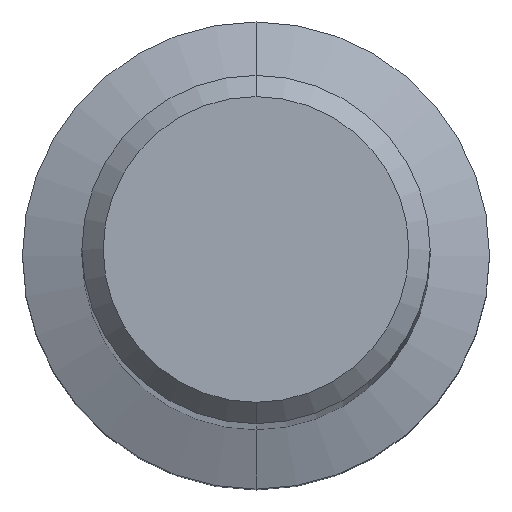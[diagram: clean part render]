
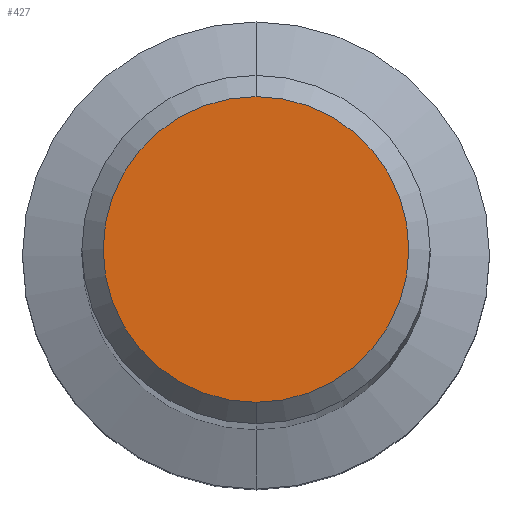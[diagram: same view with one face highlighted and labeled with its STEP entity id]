
A CAD part, top view. The second image highlights one B-rep face of the part: STEP entity #427.
In plain terms, the highlighted planar face has unit normal (0, 0, 1).
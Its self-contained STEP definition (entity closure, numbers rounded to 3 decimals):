
#269=VERTEX_POINT('',#633);
#311=EDGE_CURVE('',#511,#269,#684,.T.);
#375=EDGE_CURVE('',#269,#511,#753,.T.);
#427=ADVANCED_FACE('',(#811),#812,.T.);
#511=VERTEX_POINT('',#900);
#633=CARTESIAN_POINT('',(0.0,3.6,0.0));
#684=CIRCLE('',#1140,3.6);
#753=CIRCLE('',#1322,3.6);
#811=FACE_OUTER_BOUND('',#1440,.T.);
#812=PLANE('',#1441);
#900=CARTESIAN_POINT('',(0.,-3.6,0.0));
#1140=AXIS2_PLACEMENT_3D('',#1834,#1835,#1836);
#1322=AXIS2_PLACEMENT_3D('',#1892,#1893,#1894);
#1440=EDGE_LOOP('',(#1956,#1957));
#1441=AXIS2_PLACEMENT_3D('',#1958,#1959,#1960);
#1834=CARTESIAN_POINT('',(0.0,0.0,0.0));
#1835=DIRECTION('',(0.0,0.0,-1.0));
#1836=DIRECTION('',(0.0,1.0,0.0));
#1892=CARTESIAN_POINT('',(0.0,0.0,0.0));
#1893=DIRECTION('',(0.0,0.0,-1.0));
#1894=DIRECTION('',(0.0,1.0,0.0));
#1956=ORIENTED_EDGE('',*,*,#375,.F.);
#1957=ORIENTED_EDGE('',*,*,#311,.F.);
#1958=CARTESIAN_POINT('',(0.0,1.8,0.0));
#1959=DIRECTION('',(-0.0,0.0,1.0));
#1960=DIRECTION('',(0.0,-1.0,0.0));
